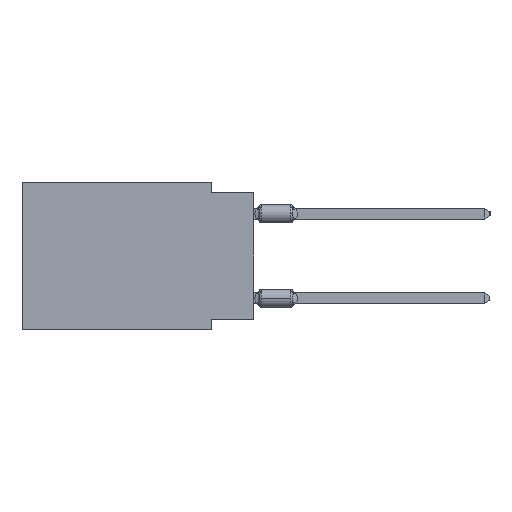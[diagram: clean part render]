
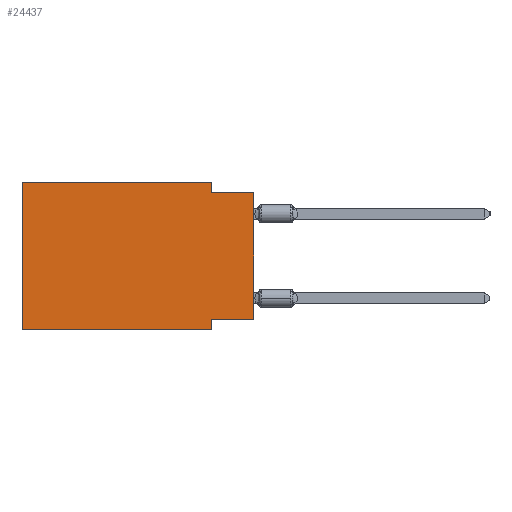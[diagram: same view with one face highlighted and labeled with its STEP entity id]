
A CAD part, left-side view. The second image highlights one B-rep face of the part: STEP entity #24437.
In plain terms, the highlighted planar face has unit normal (-1, 0, 0).
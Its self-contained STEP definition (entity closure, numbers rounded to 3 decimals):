
#897 = VECTOR ( 'NONE', #36849, 1000. ) ;
#1233 = ORIENTED_EDGE ( 'NONE', *, *, #52126, .F. ) ;
#1465 = DIRECTION ( 'NONE',  ( 0., 0., 1. ) ) ;
#2943 = ORIENTED_EDGE ( 'NONE', *, *, #19053, .T. ) ;
#3229 = DIRECTION ( 'NONE',  ( 0., 1., 0. ) ) ;
#3867 = DIRECTION ( 'NONE',  ( 0., 0., -1. ) ) ;
#4287 = ORIENTED_EDGE ( 'NONE', *, *, #26293, .F. ) ;
#4361 = EDGE_CURVE ( 'NONE', #56740, #40277, #32679, .T. ) ;
#4365 = CARTESIAN_POINT ( 'NONE',  ( 0., 13.97, 0. ) ) ;
#4976 = EDGE_CURVE ( 'NONE', #40277, #51194, #6208, .T. ) ;
#5372 = VECTOR ( 'NONE', #15502, 1000. ) ;
#5582 = DIRECTION ( 'NONE',  ( 0., 0., -1. ) ) ;
#5584 = CARTESIAN_POINT ( 'NONE',  ( 0., 13.97, 0. ) ) ;
#6208 = LINE ( 'NONE', #16329, #39995 ) ;
#6531 = ORIENTED_EDGE ( 'NONE', *, *, #14694, .F. ) ;
#6583 = VECTOR ( 'NONE', #3867, 1000. ) ;
#6632 = CARTESIAN_POINT ( 'NONE',  ( 0., 2.54, -8.89 ) ) ;
#7927 = VERTEX_POINT ( 'NONE', #4365 ) ;
#8383 = LINE ( 'NONE', #56139, #897 ) ;
#14694 = EDGE_CURVE ( 'NONE', #23570, #7927, #39760, .T. ) ;
#15502 = DIRECTION ( 'NONE',  ( 0., 0., 1. ) ) ;
#16255 = VERTEX_POINT ( 'NONE', #30673 ) ;
#16329 = CARTESIAN_POINT ( 'NONE',  ( 0., 0., -0.635 ) ) ;
#16386 = CARTESIAN_POINT ( 'NONE',  ( 0., 2.54, 0. ) ) ;
#16815 = CARTESIAN_POINT ( 'NONE',  ( 0., 0., -8.255 ) ) ;
#17034 = VERTEX_POINT ( 'NONE', #16815 ) ;
#17257 = CARTESIAN_POINT ( 'NONE',  ( 0., 13.97, -8.89 ) ) ;
#18502 = CARTESIAN_POINT ( 'NONE',  ( 0., 2.54, -8.89 ) ) ;
#19053 = EDGE_CURVE ( 'NONE', #23570, #28015, #8383, .T. ) ;
#22341 = EDGE_CURVE ( 'NONE', #17034, #16255, #28528, .T. ) ;
#23570 = VERTEX_POINT ( 'NONE', #17257 ) ;
#24437 = ADVANCED_FACE ( 'NONE', ( #28707 ), #48619, .F. ) ;
#26293 = EDGE_CURVE ( 'NONE', #7927, #56740, #50044, .T. ) ;
#26704 = EDGE_CURVE ( 'NONE', #17034, #51194, #29742, .T. ) ;
#28015 = VERTEX_POINT ( 'NONE', #6632 ) ;
#28528 = LINE ( 'NONE', #62057, #32581 ) ;
#28707 = FACE_OUTER_BOUND ( 'NONE', #60831, .T. ) ;
#29642 = CARTESIAN_POINT ( 'NONE',  ( 0., 13.97, 0. ) ) ;
#29742 = LINE ( 'NONE', #49033, #5372 ) ;
#30673 = CARTESIAN_POINT ( 'NONE',  ( 0., 2.54, -8.255 ) ) ;
#31643 = CARTESIAN_POINT ( 'NONE',  ( 0., 0., -0.635 ) ) ;
#32581 = VECTOR ( 'NONE', #3229, 1000. ) ;
#32679 = LINE ( 'NONE', #62374, #6583 ) ;
#33697 = ORIENTED_EDGE ( 'NONE', *, *, #4976, .F. ) ;
#35617 = DIRECTION ( 'NONE',  ( 0., -1., 0. ) ) ;
#36849 = DIRECTION ( 'NONE',  ( 0., -1., 0. ) ) ;
#37790 = DIRECTION ( 'NONE',  ( 0., 0., -1. ) ) ;
#39760 = LINE ( 'NONE', #5584, #53095 ) ;
#39995 = VECTOR ( 'NONE', #35617, 1000. ) ;
#40277 = VERTEX_POINT ( 'NONE', #46228 ) ;
#40356 = ORIENTED_EDGE ( 'NONE', *, *, #4361, .F. ) ;
#41168 = CARTESIAN_POINT ( 'NONE',  ( 0., 13.97, 0. ) ) ;
#42821 = ORIENTED_EDGE ( 'NONE', *, *, #26704, .T. ) ;
#44509 = DIRECTION ( 'NONE',  ( 1., 0., 0. ) ) ;
#46228 = CARTESIAN_POINT ( 'NONE',  ( 0., 2.54, -0.635 ) ) ;
#48619 = PLANE ( 'NONE',  #57134 ) ;
#49033 = CARTESIAN_POINT ( 'NONE',  ( 0., 0., 0. ) ) ;
#50044 = LINE ( 'NONE', #41168, #62358 ) ;
#51194 = VERTEX_POINT ( 'NONE', #31643 ) ;
#52126 = EDGE_CURVE ( 'NONE', #16255, #28015, #61826, .T. ) ;
#53095 = VECTOR ( 'NONE', #1465, 1000. ) ;
#56139 = CARTESIAN_POINT ( 'NONE',  ( 0., 13.97, -8.89 ) ) ;
#56286 = VECTOR ( 'NONE', #37790, 1000. ) ;
#56740 = VERTEX_POINT ( 'NONE', #16386 ) ;
#57134 = AXIS2_PLACEMENT_3D ( 'NONE', #29642, #44509, #5582 ) ;
#59840 = DIRECTION ( 'NONE',  ( 0., -1., 0. ) ) ;
#60831 = EDGE_LOOP ( 'NONE', ( #42821, #33697, #40356, #4287, #6531, #2943, #1233, #62483 ) ) ;
#61826 = LINE ( 'NONE', #18502, #56286 ) ;
#62057 = CARTESIAN_POINT ( 'NONE',  ( 0., 0., -8.255 ) ) ;
#62358 = VECTOR ( 'NONE', #59840, 1000. ) ;
#62374 = CARTESIAN_POINT ( 'NONE',  ( 0., 2.54, 0. ) ) ;
#62483 = ORIENTED_EDGE ( 'NONE', *, *, #22341, .F. ) ;
